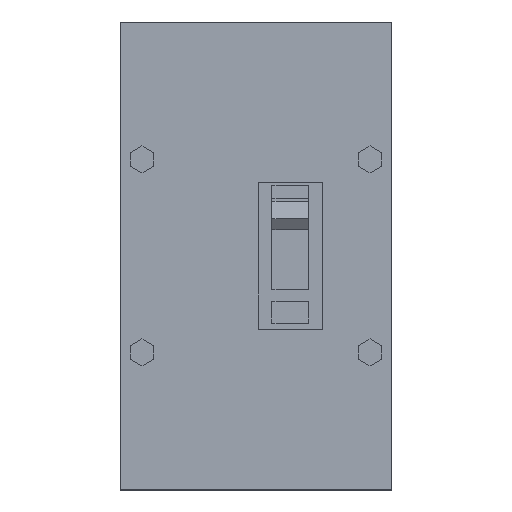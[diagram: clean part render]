
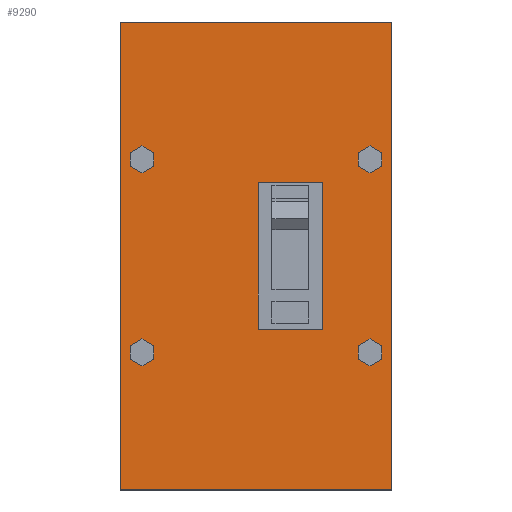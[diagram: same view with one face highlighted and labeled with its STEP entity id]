
A CAD part, top view. The second image highlights one B-rep face of the part: STEP entity #9290.
In plain terms, the highlighted planar face has unit normal (0, 0, 1).
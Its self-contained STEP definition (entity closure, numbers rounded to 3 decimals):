
#6560=CARTESIAN_POINT('',(140.5,252.,-4.2));
#6570=DIRECTION('',(-0.,-0.,-1.));
#6580=DIRECTION('',(0.,-1.,0.));
#6590=AXIS2_PLACEMENT_3D('',#6560,#6570,#6580);
#6600=PLANE('',#6590);
#6610=CARTESIAN_POINT('',(0.8,394.836,-4.2))
;
#6620=DIRECTION('',(0.866,-0.5,0.));
#6630=VECTOR('',#6620,1.);
#6640=LINE('',#6610,#6630);
#6650=CARTESIAN_POINT('',(25.3,380.691,-4.2));
#6660=VERTEX_POINT('',#6650);
#6670=CARTESIAN_POINT('',(29.3,378.381,-4.2));
#6680=VERTEX_POINT('',#6670);
#6690=EDGE_CURVE('',#6660,#6680,#6640,.T.);
#6700=ORIENTED_EDGE('',*,*,#6690,.F.);
#6710=CARTESIAN_POINT('',(0.8,361.927,-4.2))
;
#6720=DIRECTION('',(0.866,0.5,0.));
#6730=VECTOR('',#6720,1.);
#6740=LINE('',#6710,#6730);
#6750=CARTESIAN_POINT('',(33.3,380.691,-4.2));
#6760=VERTEX_POINT('',#6750);
#6770=EDGE_CURVE('',#6680,#6760,#6740,.T.);
#6780=ORIENTED_EDGE('',*,*,#6770,.F.);
#6790=CARTESIAN_POINT('',(33.3,0.,-4.2));
#6800=DIRECTION('',(0.,1.,0.));
#6810=VECTOR('',#6800,1.);
#6820=LINE('',#6790,#6810);
#6830=CARTESIAN_POINT('',(33.3,385.309,-4.2));
#6840=VERTEX_POINT('',#6830);
#6850=EDGE_CURVE('',#6760,#6840,#6820,.T.);
#6860=ORIENTED_EDGE('',*,*,#6850,.F.);
#6870=CARTESIAN_POINT('',(0.8,404.073,-4.2))
;
#6880=DIRECTION('',(-0.866,0.5,0.));
#6890=VECTOR('',#6880,1.);
#6900=LINE('',#6870,#6890);
#6910=CARTESIAN_POINT('',(29.3,387.619,-4.2));
#6920=VERTEX_POINT('',#6910);
#6930=EDGE_CURVE('',#6840,#6920,#6900,.T.);
#6940=ORIENTED_EDGE('',*,*,#6930,.F.);
#6950=CARTESIAN_POINT('',(0.8,371.164,-4.2))
;
#6960=DIRECTION('',(-0.866,-0.5,0.));
#6970=VECTOR('',#6960,1.);
#6980=LINE('',#6950,#6970);
#6990=CARTESIAN_POINT('',(25.3,385.309,-4.2));
#7000=VERTEX_POINT('',#6990);
#7010=EDGE_CURVE('',#6920,#7000,#6980,.T.);
#7020=ORIENTED_EDGE('',*,*,#7010,.F.);
#7030=CARTESIAN_POINT('',(25.3,0.,-4.2));
#7040=DIRECTION('',(0.,-1.,0.));
#7050=VECTOR('',#7040,1.);
#7060=LINE('',#7030,#7050);
#7070=EDGE_CURVE('',#7000,#6660,#7060,.T.);
#7080=ORIENTED_EDGE('',*,*,#7070,.F.);
#7090=EDGE_LOOP('',(#7080,#7020,#6940,#6860,#6780,#6700));
#7100=FACE_BOUND('',#7090,.T.);
#7110=CARTESIAN_POINT('',(0.8,328.836,-4.2))
;
#7120=DIRECTION('',(0.866,-0.5,0.));
#7130=VECTOR('',#7120,1.);
#7140=LINE('',#7110,#7130);
#7150=CARTESIAN_POINT('',(25.3,314.691,-4.2));
#7160=VERTEX_POINT('',#7150);
#7170=CARTESIAN_POINT('',(29.3,312.381,-4.2));
#7180=VERTEX_POINT('',#7170);
#7190=EDGE_CURVE('',#7160,#7180,#7140,.T.);
#7200=ORIENTED_EDGE('',*,*,#7190,.F.);
#7210=CARTESIAN_POINT('',(0.8,295.927,-4.2))
;
#7220=DIRECTION('',(0.866,0.5,0.));
#7230=VECTOR('',#7220,1.);
#7240=LINE('',#7210,#7230);
#7250=CARTESIAN_POINT('',(33.3,314.691,-4.2));
#7260=VERTEX_POINT('',#7250);
#7270=EDGE_CURVE('',#7180,#7260,#7240,.T.);
#7280=ORIENTED_EDGE('',*,*,#7270,.F.);
#7290=CARTESIAN_POINT('',(33.3,0.,-4.2));
#7300=DIRECTION('',(0.,1.,0.));
#7310=VECTOR('',#7300,1.);
#7320=LINE('',#7290,#7310);
#7330=CARTESIAN_POINT('',(33.3,319.309,-4.2));
#7340=VERTEX_POINT('',#7330);
#7350=EDGE_CURVE('',#7260,#7340,#7320,.T.);
#7360=ORIENTED_EDGE('',*,*,#7350,.F.);
#7370=CARTESIAN_POINT('',(0.8,338.073,-4.2))
;
#7380=DIRECTION('',(-0.866,0.5,0.));
#7390=VECTOR('',#7380,1.);
#7400=LINE('',#7370,#7390);
#7410=CARTESIAN_POINT('',(29.3,321.619,-4.2));
#7420=VERTEX_POINT('',#7410);
#7430=EDGE_CURVE('',#7340,#7420,#7400,.T.);
#7440=ORIENTED_EDGE('',*,*,#7430,.F.);
#7450=CARTESIAN_POINT('',(0.8,305.164,-4.2))
;
#7460=DIRECTION('',(-0.866,-0.5,0.));
#7470=VECTOR('',#7460,1.);
#7480=LINE('',#7450,#7470);
#7490=CARTESIAN_POINT('',(25.3,319.309,-4.2));
#7500=VERTEX_POINT('',#7490);
#7510=EDGE_CURVE('',#7420,#7500,#7480,.T.);
#7520=ORIENTED_EDGE('',*,*,#7510,.F.);
#7530=CARTESIAN_POINT('',(25.3,0.,-4.2));
#7540=DIRECTION('',(0.,-1.,0.));
#7550=VECTOR('',#7540,1.);
#7560=LINE('',#7530,#7550);
#7570=EDGE_CURVE('',#7500,#7160,#7560,.T.);
#7580=ORIENTED_EDGE('',*,*,#7570,.F.);
#7590=EDGE_LOOP('',(#7580,#7520,#7440,#7360,#7280,#7200));
#7600=FACE_BOUND('',#7590,.T.);
#7610=CARTESIAN_POINT('',(-24.2,245.697,-4.2));
#7620=DIRECTION('',(-0.866,-0.5,0.));
#7630=VECTOR('',#7620,1.);
#7640=LINE('',#7610,#7630);
#7650=CARTESIAN_POINT('',(107.3,321.619,-4.2));
#7660=VERTEX_POINT('',#7650);
#7670=CARTESIAN_POINT('',(103.3,319.309,-4.2));
#7680=VERTEX_POINT('',#7670);
#7690=EDGE_CURVE('',#7660,#7680,#7640,.T.);
#7700=ORIENTED_EDGE('',*,*,#7690,.F.);
#7710=CARTESIAN_POINT('',(103.3,0.,-4.2));
#7720=DIRECTION('',(0.,-1.,0.));
#7730=VECTOR('',#7720,1.);
#7740=LINE('',#7710,#7730);
#7750=CARTESIAN_POINT('',(103.3,314.691,-4.2));
#7760=VERTEX_POINT('',#7750);
#7770=EDGE_CURVE('',#7680,#7760,#7740,.T.);
#7780=ORIENTED_EDGE('',*,*,#7770,.F.);
#7790=CARTESIAN_POINT('',(-24.2,388.303,-4.2));
#7800=DIRECTION('',(0.866,-0.5,0.));
#7810=VECTOR('',#7800,1.);
#7820=LINE('',#7790,#7810);
#7830=CARTESIAN_POINT('',(107.3,312.381,-4.2));
#7840=VERTEX_POINT('',#7830);
#7850=EDGE_CURVE('',#7760,#7840,#7820,.T.);
#7860=ORIENTED_EDGE('',*,*,#7850,.F.);
#7870=CARTESIAN_POINT('',(-24.2,236.459,-4.2));
#7880=DIRECTION('',(0.866,0.5,0.));
#7890=VECTOR('',#7880,1.);
#7900=LINE('',#7870,#7890);
#7910=CARTESIAN_POINT('',(111.3,314.691,-4.2));
#7920=VERTEX_POINT('',#7910);
#7930=EDGE_CURVE('',#7840,#7920,#7900,.T.);
#7940=ORIENTED_EDGE('',*,*,#7930,.F.);
#7950=CARTESIAN_POINT('',(111.3,0.,-4.2));
#7960=DIRECTION('',(0.,1.,0.));
#7970=VECTOR('',#7960,1.);
#7980=LINE('',#7950,#7970);
#7990=CARTESIAN_POINT('',(111.3,319.309,-4.2));
#8000=VERTEX_POINT('',#7990);
#8010=EDGE_CURVE('',#7920,#8000,#7980,.T.);
#8020=ORIENTED_EDGE('',*,*,#8010,.F.);
#8030=CARTESIAN_POINT('',(-24.2,397.54,-4.2));
#8040=DIRECTION('',(-0.866,0.5,0.));
#8050=VECTOR('',#8040,1.);
#8060=LINE('',#8030,#8050);
#8070=EDGE_CURVE('',#8000,#7660,#8060,.T.);
#8080=ORIENTED_EDGE('',*,*,#8070,.F.);
#8090=EDGE_LOOP('',(#8080,#8020,#7940,#7860,#7780,#7700));
#8100=FACE_BOUND('',#8090,.T.);
#8110=CARTESIAN_POINT('',(91.,0.,-4.2));
#8120=DIRECTION('',(0.,1.,0.));
#8130=VECTOR('',#8120,1.);
#8140=LINE('',#8110,#8130);
#8150=CARTESIAN_POINT('',(91.,325.,-4.2));
#8160=VERTEX_POINT('',#8150);
#8170=CARTESIAN_POINT('',(91.,375.,-4.2));
#8180=VERTEX_POINT('',#8170);
#8190=EDGE_CURVE('',#8160,#8180,#8140,.T.);
#8200=ORIENTED_EDGE('',*,*,#8190,.F.);
#8210=CARTESIAN_POINT('',(0.,375.,-4.2));
#8220=DIRECTION('',(1.,0.,0.));
#8230=VECTOR('',#8220,1.);
#8240=LINE('',#8210,#8230);
#8250=CARTESIAN_POINT('',(69.,375.,-4.2));
#8260=VERTEX_POINT('',#8250);
#8270=EDGE_CURVE('',#8260,#8180,#8240,.T.);
#8280=ORIENTED_EDGE('',*,*,#8270,.T.);
#8290=CARTESIAN_POINT('',(69.,0.,-4.2));
#8300=DIRECTION('',(0.,-1.,0.));
#8310=VECTOR('',#8300,1.);
#8320=LINE('',#8290,#8310);
#8330=CARTESIAN_POINT('',(69.,325.,-4.2));
#8340=VERTEX_POINT('',#8330);
#8350=EDGE_CURVE('',#8260,#8340,#8320,.T.);
#8360=ORIENTED_EDGE('',*,*,#8350,.F.);
#8370=CARTESIAN_POINT('',(0.,325.,-4.2));
#8380=DIRECTION('',(-1.,0.,0.));
#8390=VECTOR('',#8380,1.);
#8400=LINE('',#8370,#8390);
#8410=EDGE_CURVE('',#8160,#8340,#8400,.T.);
#8420=ORIENTED_EDGE('',*,*,#8410,.T.);
#8430=EDGE_LOOP('',(#8420,#8360,#8280,#8200));
#8440=FACE_BOUND('',#8430,.T.);
#8450=CARTESIAN_POINT('',(-24.2,454.303,-4.2));
#8460=DIRECTION('',(0.866,-0.5,0.));
#8470=VECTOR('',#8460,1.);
#8480=LINE('',#8450,#8470);
#8490=CARTESIAN_POINT('',(103.3,380.691,-4.2));
#8500=VERTEX_POINT('',#8490);
#8510=CARTESIAN_POINT('',(107.3,378.381,-4.2));
#8520=VERTEX_POINT('',#8510);
#8530=EDGE_CURVE('',#8500,#8520,#8480,.T.);
#8540=ORIENTED_EDGE('',*,*,#8530,.F.);
#8550=CARTESIAN_POINT('',(-24.2,302.459,-4.2));
#8560=DIRECTION('',(0.866,0.5,0.));
#8570=VECTOR('',#8560,1.);
#8580=LINE('',#8550,#8570);
#8590=CARTESIAN_POINT('',(111.3,380.691,-4.2));
#8600=VERTEX_POINT('',#8590);
#8610=EDGE_CURVE('',#8520,#8600,#8580,.T.);
#8620=ORIENTED_EDGE('',*,*,#8610,.F.);
#8630=CARTESIAN_POINT('',(111.3,0.,-4.2));
#8640=DIRECTION('',(0.,1.,0.));
#8650=VECTOR('',#8640,1.);
#8660=LINE('',#8630,#8650);
#8670=CARTESIAN_POINT('',(111.3,385.309,-4.2));
#8680=VERTEX_POINT('',#8670);
#8690=EDGE_CURVE('',#8600,#8680,#8660,.T.);
#8700=ORIENTED_EDGE('',*,*,#8690,.F.);
#8710=CARTESIAN_POINT('',(-24.2,463.54,-4.2));
#8720=DIRECTION('',(-0.866,0.5,0.));
#8730=VECTOR('',#8720,1.);
#8740=LINE('',#8710,#8730);
#8750=CARTESIAN_POINT('',(107.3,387.619,-4.2));
#8760=VERTEX_POINT('',#8750);
#8770=EDGE_CURVE('',#8680,#8760,#8740,.T.);
#8780=ORIENTED_EDGE('',*,*,#8770,.F.);
#8790=CARTESIAN_POINT('',(-24.2,311.697,-4.2));
#8800=DIRECTION('',(-0.866,-0.5,0.));
#8810=VECTOR('',#8800,1.);
#8820=LINE('',#8790,#8810);
#8830=CARTESIAN_POINT('',(103.3,385.309,-4.2));
#8840=VERTEX_POINT('',#8830);
#8850=EDGE_CURVE('',#8760,#8840,#8820,.T.);
#8860=ORIENTED_EDGE('',*,*,#8850,.F.);
#8870=CARTESIAN_POINT('',(103.3,0.,-4.2));
#8880=DIRECTION('',(0.,-1.,0.));
#8890=VECTOR('',#8880,1.);
#8900=LINE('',#8870,#8890);
#8910=EDGE_CURVE('',#8840,#8500,#8900,.T.);
#8920=ORIENTED_EDGE('',*,*,#8910,.F.);
#8930=EDGE_LOOP('',(#8920,#8860,#8780,#8700,#8620,#8540));
#8940=FACE_BOUND('',#8930,.T.);
#8950=CARTESIAN_POINT('',(21.8,0.,-4.2));
#8960=DIRECTION('',(0.,-1.,0.));
#8970=VECTOR('',#8960,1.);
#8980=LINE('',#8950,#8970);
#8990=CARTESIAN_POINT('',(21.8,430.,-4.2));
#9000=VERTEX_POINT('',#8990);
#9010=CARTESIAN_POINT('',(21.8,270.,-4.2));
#9020=VERTEX_POINT('',#9010);
#9030=EDGE_CURVE('',#9000,#9020,#8980,.T.);
#9040=ORIENTED_EDGE('',*,*,#9030,.T.);
#9050=CARTESIAN_POINT('',(0.,430.,-4.2));
#9060=DIRECTION('',(-1.,0.,0.));
#9070=VECTOR('',#9060,1.);
#9080=LINE('',#9050,#9070);
#9090=CARTESIAN_POINT('',(114.8,430.,-4.2));
#9100=VERTEX_POINT('',#9090);
#9110=EDGE_CURVE('',#9100,#9000,#9080,.T.);
#9120=ORIENTED_EDGE('',*,*,#9110,.T.);
#9130=CARTESIAN_POINT('',(114.8,448.,-4.2));
#9140=DIRECTION('',(0.,-1.,0.));
#9150=VECTOR('',#9140,1.);
#9160=LINE('',#9130,#9150);
#9170=CARTESIAN_POINT('',(114.8,270.,-4.2));
#9180=VERTEX_POINT('',#9170);
#9190=EDGE_CURVE('',#9100,#9180,#9160,.T.);
#9200=ORIENTED_EDGE('',*,*,#9190,.F.);
#9210=CARTESIAN_POINT('',(0.,270.,-4.2));
#9220=DIRECTION('',(-1.,0.,0.));
#9230=VECTOR('',#9220,1.);
#9240=LINE('',#9210,#9230);
#9250=EDGE_CURVE('',#9180,#9020,#9240,.T.);
#9260=ORIENTED_EDGE('',*,*,#9250,.F.);
#9270=EDGE_LOOP('',(#9260,#9200,#9120,#9040));
#9280=FACE_OUTER_BOUND('',#9270,.T.);
#9290=ADVANCED_FACE('',(#7100,#7600,#8100,#8440,#8940,#9280),#6600,.F.);
